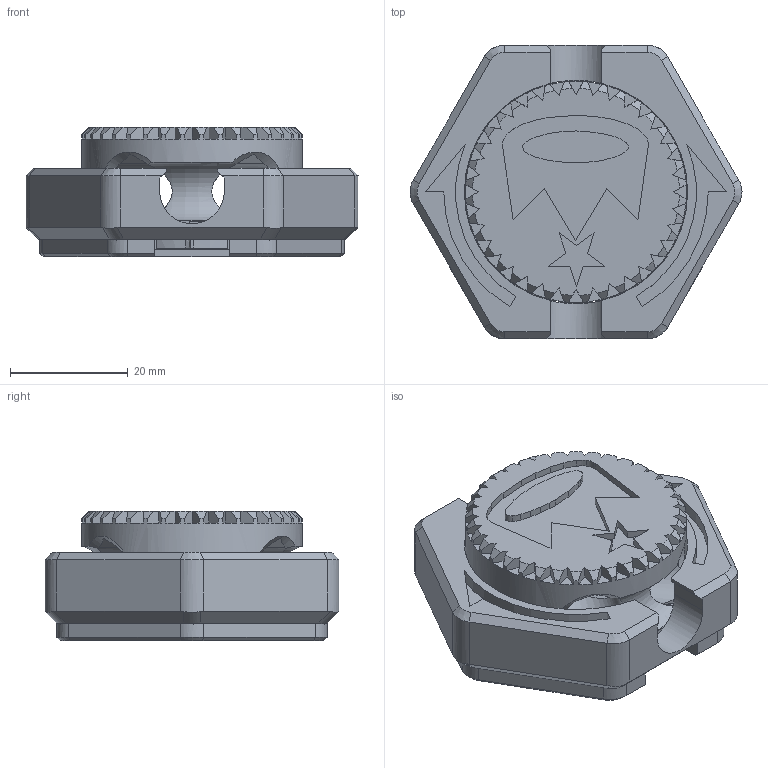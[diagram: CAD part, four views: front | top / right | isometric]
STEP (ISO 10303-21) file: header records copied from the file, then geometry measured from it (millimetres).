
FILE_DESCRIPTION(/* description */ (''),/* implementation_level */ '2;1');
FILE_NAME(/* name */ 'King Tile v19.step',/* time_stamp */ '2023-05-13T17:06:31-06:00',/* author */ (''),/* organization */ (''),/* preprocessor_version */ 'ST-DEVELOPER v19.2',/* originating_system */ 'Autodesk Translation Framework v12.4.0.73',/* authorisation */ '');
FILE_SCHEMA (('AUTOMOTIVE_DESIGN { 1 0 10303 214 3 1 1 }'));
Length unit declared in the file: millimetre
Products named in the file (2): King Tile; Tile
Assembly tree (1 placements, depth 2):
  King Tile
    Tile
Bounding box: 56.5 x 50 x 22 mm (x, y, z)
Volume: 27401.1 mm3; surface area: 17791.8 mm2
Topology: 4 solids, 4 shells, 442 faces, 1231 edges, 804 vertices
Faces by surface type: plane 267, cylinder 69, bspline 56, cone 48, torus 2
Full cylindrical faces by diameter (mm): 4.5 x4, 5 x4, 37.6 x1, 38 x1
Entity records: 16269 total; most frequent: CARTESIAN_POINT 5286, ORIENTED_EDGE 2462, DIRECTION 2071, EDGE_CURVE 1231, VERTEX_POINT 804, LINE 717, VECTOR 717, AXIS2_PLACEMENT_3D 677
